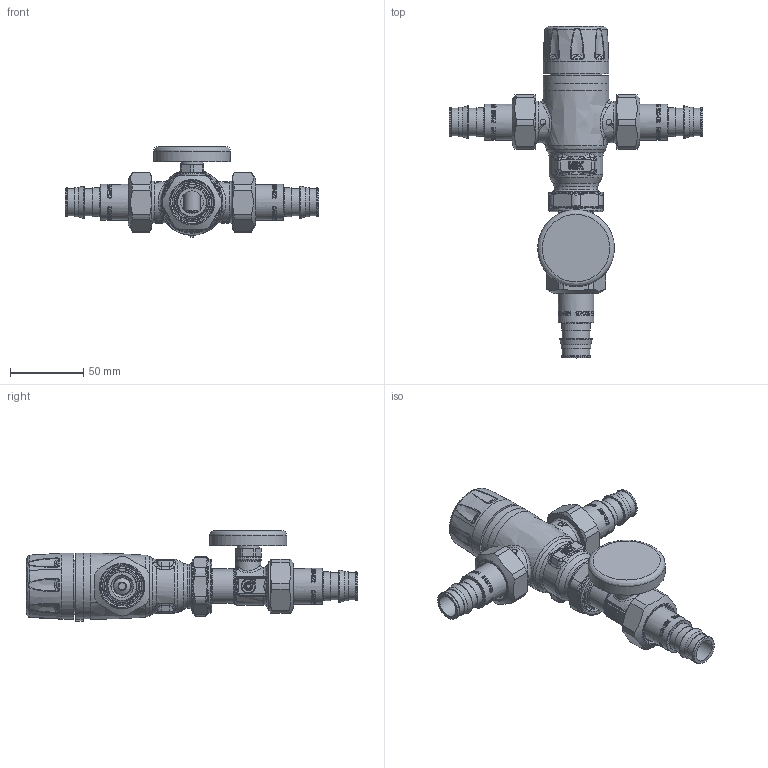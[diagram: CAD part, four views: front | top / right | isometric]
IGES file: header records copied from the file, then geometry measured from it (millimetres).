
Global section: file name: 521518AC; native system: Autodesk Inventor 2024; preprocessor: unknown; author: ischreiner; date: 20250624.163247; units: inch
Bounding box: 173.03 x 226.36 x 61.89 mm (x, y, z)
Volume: 283106.3 mm3; surface area: 88752.4 mm2
Topology: 15 solids, 15 shells, 3798 faces, 9797 edges, 6080 vertices
Faces by surface type: bspline 3798
